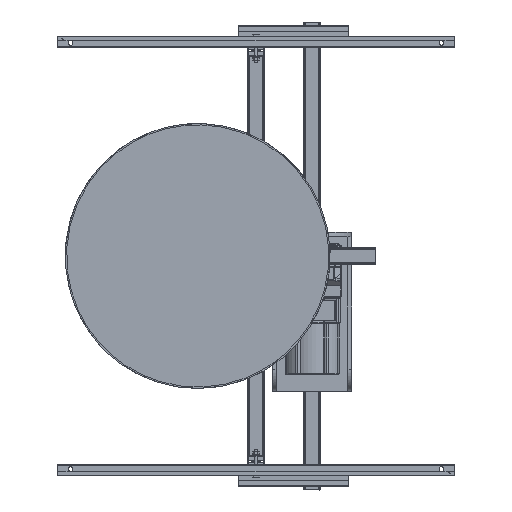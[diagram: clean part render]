
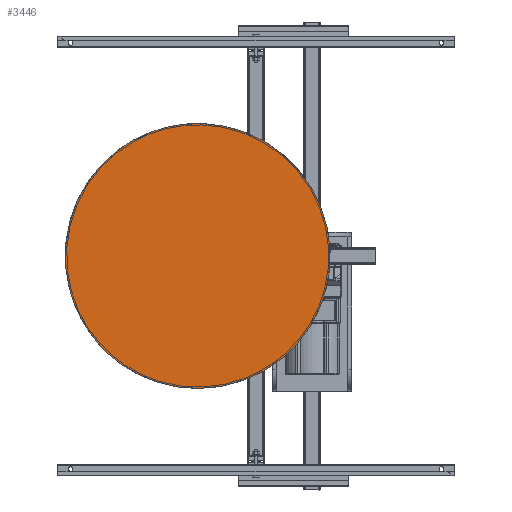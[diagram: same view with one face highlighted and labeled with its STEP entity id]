
A CAD part, front view. The second image highlights one B-rep face of the part: STEP entity #3446.
In plain terms, the highlighted free-form (B-spline) face has degree [1, 1] with [2, 2] control points.
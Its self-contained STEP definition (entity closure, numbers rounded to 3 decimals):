
#3411 = VERTEX_POINT('',#3412);
#3412 = CARTESIAN_POINT('',(184.407,0.,
    -91.15));
#3417 = EDGE_CURVE('',#3411,#3411,#3418,.T.);
#3418 = ( BOUNDED_CURVE() B_SPLINE_CURVE(2,(#3419,#3420,#3421,#3422,
#3423,#3424,#3425),.UNSPECIFIED.,.T.,.F.) B_SPLINE_CURVE_WITH_KNOTS((3,2
    ,2,3),(3.142,5.236,7.33,9.425),
.PIECEWISE_BEZIER_KNOTS.) CURVE() GEOMETRIC_REPRESENTATION_ITEM() 
RATIONAL_B_SPLINE_CURVE((1.,0.5,1.,0.5,1.,0.5,1.)) REPRESENTATION_ITEM(
  '') );
#3419 = CARTESIAN_POINT('',(184.407,0.,
    -91.15));
#3420 = CARTESIAN_POINT('',(342.284,0.,
    495.608));
#3421 = CARTESIAN_POINT('',(-244.802,0.,
    338.954));
#3422 = CARTESIAN_POINT('',(-831.888,0.,
    182.3));
#3423 = CARTESIAN_POINT('',(-402.679,0.,
    -247.804));
#3424 = CARTESIAN_POINT('',(26.53,0.,
    -677.908));
#3425 = CARTESIAN_POINT('',(184.407,0.,
    -91.15));
#3446 = ADVANCED_FACE('',(#3447),#3450,.F.);
#3447 = FACE_BOUND('',#3448,.T.);
#3448 = EDGE_LOOP('',(#3449));
#3449 = ORIENTED_EDGE('',*,*,#3417,.T.);
#3450 = B_SPLINE_SURFACE_WITH_KNOTS('',1,1,(
    (#3451,#3452)
    ,(#3453,#3454
    )),.UNSPECIFIED.,.F.,.F.,.F.,(2,2),(2,2),(-300.,300.),(-300.,300.),
  .PIECEWISE_BEZIER_KNOTS.);
#3451 = CARTESIAN_POINT('',(-401.973,0.,
    429.915));
#3452 = CARTESIAN_POINT('',(-584.273,0.,
    -247.615));
#3453 = CARTESIAN_POINT('',(275.557,0.,
    247.615));
#3454 = CARTESIAN_POINT('',(93.257,0.,
    -429.915));
